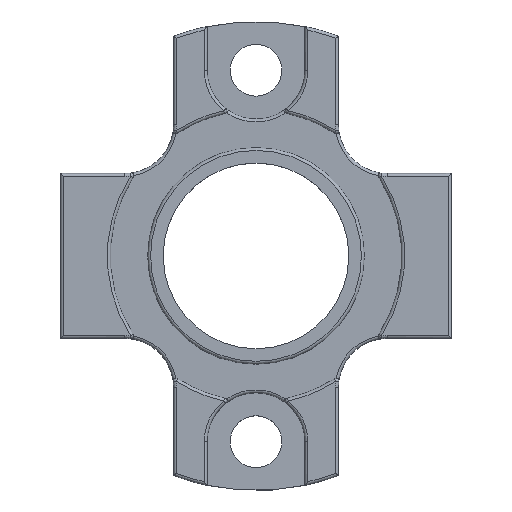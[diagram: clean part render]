
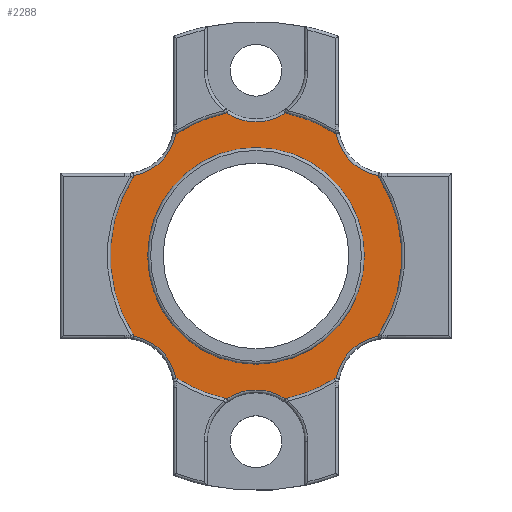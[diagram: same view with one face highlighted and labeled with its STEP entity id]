
A CAD part, top view. The second image highlights one B-rep face of the part: STEP entity #2288.
In plain terms, the highlighted planar face has unit normal (0, 0, 1).
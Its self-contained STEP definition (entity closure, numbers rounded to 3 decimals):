
#193=FACE_BOUND('',#664,.T.);
#210=PLANE('',#2579);
#509=FACE_OUTER_BOUND('',#663,.T.);
#663=EDGE_LOOP('',(#1948,#1949,#1950,#1951,#1952,#1953,#1954,#1955,#1956,
#1957,#1958,#1959));
#664=EDGE_LOOP('',(#1960));
#724=CIRCLE('',#2367,5.3);
#745=CIRCLE('',#2397,5.3);
#765=CIRCLE('',#2423,5.3);
#789=CIRCLE('',#2457,5.3);
#812=CIRCLE('',#2491,5.3);
#833=CIRCLE('',#2519,5.3);
#850=CIRCLE('',#2561,14.939);
#853=CIRCLE('',#2566,14.939);
#857=CIRCLE('',#2574,14.939);
#860=CIRCLE('',#2580,14.939);
#861=CIRCLE('',#2581,14.939);
#862=CIRCLE('',#2582,14.939);
#863=CIRCLE('',#2583,11.061);
#906=VERTEX_POINT('',#3494);
#908=VERTEX_POINT('',#3503);
#936=VERTEX_POINT('',#3848);
#938=VERTEX_POINT('',#3857);
#962=VERTEX_POINT('',#4202);
#964=VERTEX_POINT('',#4213);
#988=VERTEX_POINT('',#4488);
#990=VERTEX_POINT('',#4497);
#1018=VERTEX_POINT('',#4846);
#1020=VERTEX_POINT('',#4855);
#1044=VERTEX_POINT('',#5202);
#1046=VERTEX_POINT('',#5213);
#1070=VERTEX_POINT('',#5423);
#1117=EDGE_CURVE('',#908,#906,#724,.T.);
#1162=EDGE_CURVE('',#938,#936,#745,.T.);
#1202=EDGE_CURVE('',#964,#962,#765,.T.);
#1242=EDGE_CURVE('',#990,#988,#789,.T.);
#1289=EDGE_CURVE('',#1020,#1018,#812,.T.);
#1330=EDGE_CURVE('',#1046,#1044,#833,.T.);
#1384=EDGE_CURVE('',#962,#938,#850,.T.);
#1387=EDGE_CURVE('',#988,#964,#853,.T.);
#1391=EDGE_CURVE('',#1018,#990,#857,.T.);
#1394=EDGE_CURVE('',#1044,#1020,#860,.T.);
#1395=EDGE_CURVE('',#906,#1046,#861,.T.);
#1396=EDGE_CURVE('',#936,#908,#862,.T.);
#1397=EDGE_CURVE('',#1070,#1070,#863,.T.);
#1948=ORIENTED_EDGE('',*,*,#1202,.F.);
#1949=ORIENTED_EDGE('',*,*,#1387,.F.);
#1950=ORIENTED_EDGE('',*,*,#1242,.F.);
#1951=ORIENTED_EDGE('',*,*,#1391,.F.);
#1952=ORIENTED_EDGE('',*,*,#1289,.F.);
#1953=ORIENTED_EDGE('',*,*,#1394,.F.);
#1954=ORIENTED_EDGE('',*,*,#1330,.F.);
#1955=ORIENTED_EDGE('',*,*,#1395,.F.);
#1956=ORIENTED_EDGE('',*,*,#1117,.F.);
#1957=ORIENTED_EDGE('',*,*,#1396,.F.);
#1958=ORIENTED_EDGE('',*,*,#1162,.F.);
#1959=ORIENTED_EDGE('',*,*,#1384,.F.);
#1960=ORIENTED_EDGE('',*,*,#1397,.T.);
#2288=ADVANCED_FACE('',(#509,#193),#210,.F.);
#2367=AXIS2_PLACEMENT_3D('',#3505,#2705,#2706);
#2397=AXIS2_PLACEMENT_3D('',#3859,#2771,#2772);
#2423=AXIS2_PLACEMENT_3D('',#4215,#2827,#2828);
#2457=AXIS2_PLACEMENT_3D('',#4499,#2899,#2900);
#2491=AXIS2_PLACEMENT_3D('',#4857,#2973,#2974);
#2519=AXIS2_PLACEMENT_3D('',#5215,#3033,#3034);
#2561=AXIS2_PLACEMENT_3D('',#5401,#3150,#3151);
#2566=AXIS2_PLACEMENT_3D('',#5406,#3160,#3161);
#2574=AXIS2_PLACEMENT_3D('',#5414,#3176,#3177);
#2579=AXIS2_PLACEMENT_3D('',#5419,#3186,#3187);
#2580=AXIS2_PLACEMENT_3D('',#5420,#3188,#3189);
#2581=AXIS2_PLACEMENT_3D('',#5421,#3190,#3191);
#2582=AXIS2_PLACEMENT_3D('',#5422,#3192,#3193);
#2583=AXIS2_PLACEMENT_3D('',#5424,#3194,#3195);
#2705=DIRECTION('center_axis',(0.,0.,1.));
#2706=DIRECTION('ref_axis',(-0.707,0.707,0.));
#2771=DIRECTION('center_axis',(0.,0.,1.));
#2772=DIRECTION('ref_axis',(-0.707,-0.707,0.));
#2827=DIRECTION('center_axis',(0.,0.,1.));
#2828=DIRECTION('ref_axis',(0.,-1.,0.));
#2899=DIRECTION('center_axis',(0.,0.,1.));
#2900=DIRECTION('ref_axis',(0.707,-0.707,0.));
#2973=DIRECTION('center_axis',(0.,0.,1.));
#2974=DIRECTION('ref_axis',(0.707,0.707,0.));
#3033=DIRECTION('center_axis',(0.,0.,1.));
#3034=DIRECTION('ref_axis',(0.,1.,0.));
#3150=DIRECTION('center_axis',(0.,0.,-1.));
#3151=DIRECTION('ref_axis',(1.,0.,0.));
#3160=DIRECTION('center_axis',(0.,0.,-1.));
#3161=DIRECTION('ref_axis',(1.,0.,0.));
#3176=DIRECTION('center_axis',(0.,0.,-1.));
#3177=DIRECTION('ref_axis',(1.,0.,0.));
#3186=DIRECTION('center_axis',(0.,0.,-1.));
#3187=DIRECTION('ref_axis',(-1.,0.,0.));
#3188=DIRECTION('center_axis',(0.,0.,-1.));
#3189=DIRECTION('ref_axis',(1.,0.,0.));
#3190=DIRECTION('center_axis',(0.,0.,-1.));
#3191=DIRECTION('ref_axis',(1.,0.,0.));
#3192=DIRECTION('center_axis',(0.,0.,-1.));
#3193=DIRECTION('ref_axis',(1.,0.,0.));
#3194=DIRECTION('center_axis',(0.,0.,-1.));
#3195=DIRECTION('ref_axis',(1.,0.,0.));
#3494=CARTESIAN_POINT('',(40.965,53.809,5.));
#3503=CARTESIAN_POINT('',(45.214,58.058,5.));
#3505=CARTESIAN_POINT('Origin',(46.177,52.846,5.));
#3848=CARTESIAN_POINT('',(45.214,74.505,5.));
#3857=CARTESIAN_POINT('',(40.965,78.754,5.));
#3859=CARTESIAN_POINT('Origin',(46.177,79.717,5.));
#4202=CARTESIAN_POINT('',(35.746,80.915,5.));
#4213=CARTESIAN_POINT('',(29.737,80.915,5.));
#4215=CARTESIAN_POINT('Origin',(32.742,85.282,5.));
#4488=CARTESIAN_POINT('',(24.519,78.754,5.));
#4497=CARTESIAN_POINT('',(20.269,74.505,5.));
#4499=CARTESIAN_POINT('Origin',(19.307,79.717,5.));
#4846=CARTESIAN_POINT('',(20.269,58.058,5.));
#4855=CARTESIAN_POINT('',(24.519,53.809,5.));
#4857=CARTESIAN_POINT('Origin',(19.307,52.846,5.));
#5202=CARTESIAN_POINT('',(29.737,51.648,5.));
#5213=CARTESIAN_POINT('',(35.746,51.648,5.));
#5215=CARTESIAN_POINT('Origin',(32.742,47.282,5.));
#5401=CARTESIAN_POINT('Origin',(32.742,66.282,5.));
#5406=CARTESIAN_POINT('Origin',(32.742,66.282,5.));
#5414=CARTESIAN_POINT('Origin',(32.742,66.282,5.));
#5419=CARTESIAN_POINT('Origin',(32.742,77.342,5.));
#5420=CARTESIAN_POINT('Origin',(32.742,66.282,5.));
#5421=CARTESIAN_POINT('Origin',(32.742,66.282,5.));
#5422=CARTESIAN_POINT('Origin',(32.742,66.282,5.));
#5423=CARTESIAN_POINT('',(43.803,66.282,5.));
#5424=CARTESIAN_POINT('Origin',(32.742,66.282,5.));
